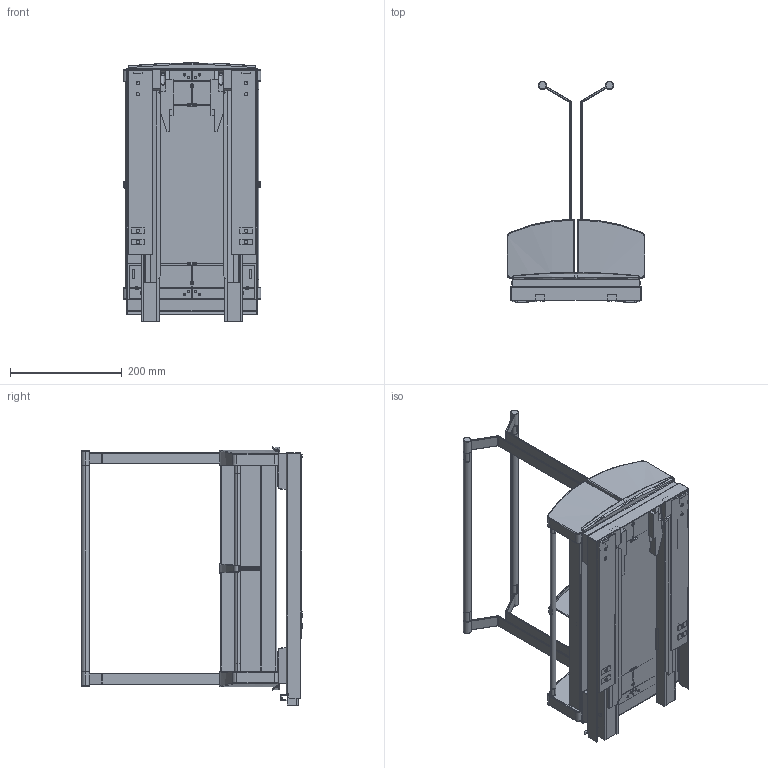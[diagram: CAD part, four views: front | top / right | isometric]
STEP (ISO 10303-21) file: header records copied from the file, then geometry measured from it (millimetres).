
FILE_DESCRIPTION((''),'2;1');
FILE_NAME('3950-00_ASM','2021-07-16T08:15:05',('eziske'),('Hailo'),'CREO PARAMETRIC BY PTC INC, 2019164','CREO PARAMETRIC BY PTC INC, 2019164','');
FILE_SCHEMA(('AUTOMOTIVE_DESIGN { 1 0 10303 214 1 1 1 1 }'));
Products named in the file (22): 3950_0101_0022; 3950_0103_0022; 3950_0102_0022; 3950_0104_0023; 3950_0107_0022; 3950_0106_0022; 3950_0108_0022; 3950_0105_0022; 3950_0109_0024; 3950_0115_0023; 3950_0116_0024; 3950_0111_0013_ASM; 3950_0111_0013_LINKS_ASM; 3950_0110_0024; 3950_0117_0023; 3950_0114_0013_ASM; 3950_0118_0023_LI_ASM; DYNAMOOV_RASTKUPPLUNG_OV_LI; DYNAMOOV_RASTKUPPLUNG_OV_RE; F_HRUNG_LINKS_450; F_HRUNG_RECHTS_450; 3950-00_ASM
Assembly tree (24 placements, depth 4):
  3950-00_ASM
    3950_0101_0022
    3950_0103_0022
    3950_0102_0022
    3950_0114_0013_ASM  x2
      3950_0104_0023
      3950_0107_0022
      3950_0106_0022
      3950_0108_0022
      3950_0105_0022
      3950_0109_0024
      3950_0111_0013_ASM
        3950_0115_0023
        3950_0116_0024
      3950_0111_0013_LINKS_ASM
        3950_0115_0023
        3950_0116_0024
      3950_0110_0024
      3950_0117_0023
    3950_0118_0023_LI_ASM
    DYNAMOOV_RASTKUPPLUNG_OV_LI
    DYNAMOOV_RASTKUPPLUNG_OV_RE
    F_HRUNG_LINKS_450
    F_HRUNG_RECHTS_450
Bounding box: 246.1 x 394.72 x 461.51 mm (x, y, z)
Volume: 2038228.5 mm3; surface area: 1584500.2 mm2
Topology: 31 solids, 31 shells, 2806 faces, 7215 edges, 4498 vertices
Faces by surface type: plane 1170, cylinder 1016, bspline 260, torus 184, cone 104, sphere 72
Entity records: 90220 total; most frequent: CARTESIAN_POINT 22060, DIRECTION 10801, ORIENTED_EDGE 10572, EDGE_CURVE 5286, PRESENTATION_STYLE_ASSIGNMENT 4324, STYLED_ITEM 4324, CURVE_STYLE 4312, AXIS2_PLACEMENT_3D 3743
